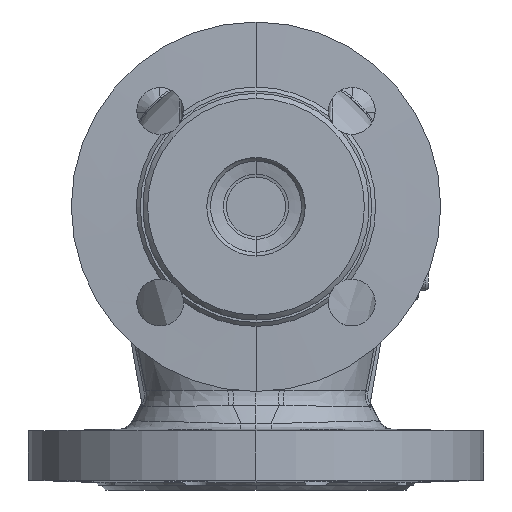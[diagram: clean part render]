
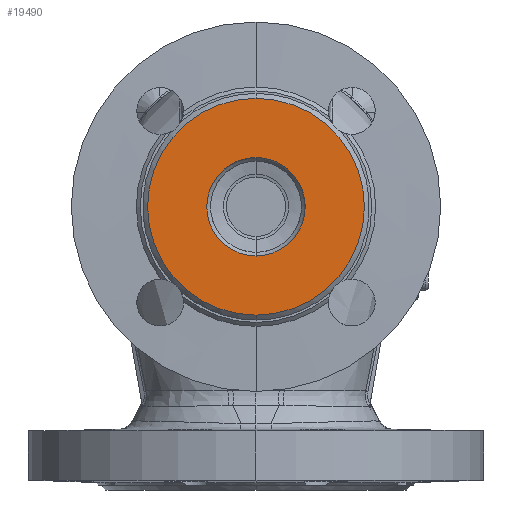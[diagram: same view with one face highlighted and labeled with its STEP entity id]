
A CAD part, front view. The second image highlights one B-rep face of the part: STEP entity #19490.
In plain terms, the highlighted planar face has unit normal (0, -1, 0).
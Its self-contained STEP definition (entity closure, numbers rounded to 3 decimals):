
#5840=CARTESIAN_POINT('',(0.,-140.,0.));
#5841=DIRECTION('',(0.,1.,0.));
#5842=DIRECTION('',(0.,0.,-1.));
#5843=AXIS2_PLACEMENT_3D('',#5840,#5841,#5842);
#5849=CARTESIAN_POINT('',(0.,-140.,0.));
#5850=DIRECTION('',(0.,-1.,0.));
#5851=DIRECTION('',(0.,0.,-1.));
#5852=AXIS2_PLACEMENT_3D('',#5849,#5850,#5851);
#5859=CARTESIAN_POINT('',(0.,-140.,0.));
#5860=DIRECTION('',(0.,1.,0.));
#5861=DIRECTION('',(0.,0.,-1.));
#5862=AXIS2_PLACEMENT_3D('',#5859,#5860,#5861);
#5864=CARTESIAN_POINT('',(0.,-140.,0.));
#5865=DIRECTION('',(0.,-1.,0.));
#5866=DIRECTION('',(0.,0.,-1.));
#5867=AXIS2_PLACEMENT_3D('',#5864,#5865,#5866);
#7050=CARTESIAN_POINT('',(0.,-140.,-20.));
#7051=CARTESIAN_POINT('',(0.,-140.,20.));
#7052=VERTEX_POINT('',#7050);
#7053=VERTEX_POINT('',#7051);
#7157=CARTESIAN_POINT('',(0.,-140.,-44.));
#7159=VERTEX_POINT('',#7157);
#7161=CARTESIAN_POINT('',(0.,-140.,44.));
#7163=VERTEX_POINT('',#7161);
#19475=CARTESIAN_POINT('',(0.,-140.,0.));
#19476=DIRECTION('',(0.,-1.,0.));
#19477=DIRECTION('',(0.,0.,1.));
#19478=AXIS2_PLACEMENT_3D('',#19475,#19476,#19477);
#19479=PLANE('',#19478);
#19481=ORIENTED_EDGE('',*,*,#19480,.T.);
#19483=ORIENTED_EDGE('',*,*,#19482,.F.);
#19484=EDGE_LOOP('',(#19481,#19483));
#19485=FACE_OUTER_BOUND('',#19484,.F.);
#19486=ORIENTED_EDGE('',*,*,#19457,.T.);
#19487=ORIENTED_EDGE('',*,*,#19442,.F.);
#19488=EDGE_LOOP('',(#19486,#19487));
#19489=FACE_BOUND('',#19488,.F.);
#19490=ADVANCED_FACE('',(#19485,#19489),#19479,.T.);
#5844=CIRCLE('',#5843,20.);
#5853=CIRCLE('',#5852,20.);
#5863=CIRCLE('',#5862,44.);
#5868=CIRCLE('',#5867,44.);
#19442=EDGE_CURVE('',#7052,#7053,#5844,.T.);
#19457=EDGE_CURVE('',#7052,#7053,#5853,.T.);
#19480=EDGE_CURVE('',#7159,#7163,#5863,.T.);
#19482=EDGE_CURVE('',#7159,#7163,#5868,.T.);
